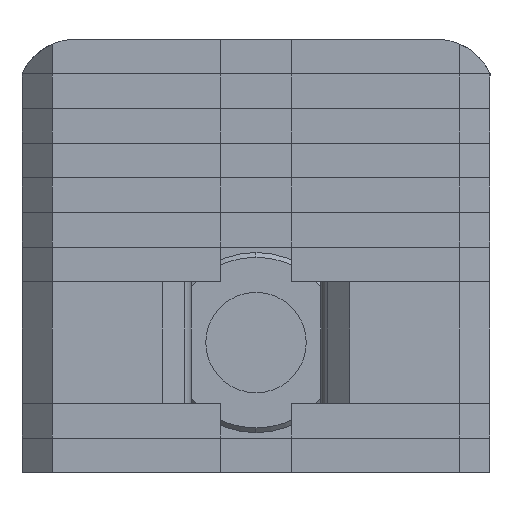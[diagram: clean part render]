
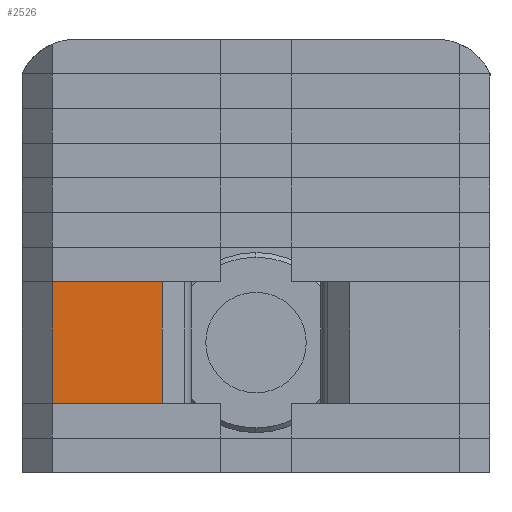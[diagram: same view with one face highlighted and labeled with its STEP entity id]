
A CAD part, front view. The second image highlights one B-rep face of the part: STEP entity #2526.
In plain terms, the highlighted planar face has unit normal (0, -1, 0).
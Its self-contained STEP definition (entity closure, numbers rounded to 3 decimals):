
#79 = DIRECTION ( 'NONE',  ( -1., 0., 0. ) ) ;
#194 = DIRECTION ( 'NONE',  ( 1., 0., 0. ) ) ;
#387 = CARTESIAN_POINT ( 'NONE',  ( -2.6, -5.5, 0. ) ) ;
#445 = VERTEX_POINT ( 'NONE', #1539 ) ;
#537 = LINE ( 'NONE', #2928, #3701 ) ;
#817 = DIRECTION ( 'NONE',  ( 0., 0., 1. ) ) ;
#879 = EDGE_CURVE ( 'NONE', #2718, #1695, #537, .T. ) ;
#923 = LINE ( 'NONE', #2708, #3983 ) ;
#1165 = LINE ( 'NONE', #387, #3638 ) ;
#1178 = CARTESIAN_POINT ( 'NONE',  ( 2.6, -5.5, 0. ) ) ;
#1204 = DIRECTION ( 'NONE',  ( 0., 0., -1. ) ) ;
#1366 = CARTESIAN_POINT ( 'NONE',  ( 2.6, -5.5, -4. ) ) ;
#1539 = CARTESIAN_POINT ( 'NONE',  ( -2.6, -5.5, -4. ) ) ;
#1549 = PLANE ( 'NONE',  #4131 ) ;
#1678 = VERTEX_POINT ( 'NONE', #1366 ) ;
#1695 = VERTEX_POINT ( 'NONE', #3109 ) ;
#1916 = EDGE_CURVE ( 'NONE', #1695, #1678, #923, .T. ) ;
#2044 = ORIENTED_EDGE ( 'NONE', *, *, #4196, .F. ) ;
#2526 = ADVANCED_FACE ( 'NONE', ( #2975 ), #1549, .T. ) ;
#2528 = EDGE_LOOP ( 'NONE', ( #2044, #3468, #3516, #3657 ) ) ;
#2549 = LINE ( 'NONE', #2897, #4441 ) ;
#2708 = CARTESIAN_POINT ( 'NONE',  ( 2.6, -5.5, 0. ) ) ;
#2718 = VERTEX_POINT ( 'NONE', #4152 ) ;
#2897 = CARTESIAN_POINT ( 'NONE',  ( 2.6, -5.5, -4. ) ) ;
#2928 = CARTESIAN_POINT ( 'NONE',  ( 2.6, -5.5, -8.7 ) ) ;
#2975 = FACE_OUTER_BOUND ( 'NONE', #2528, .T. ) ;
#3109 = CARTESIAN_POINT ( 'NONE',  ( 2.6, -5.5, -8.7 ) ) ;
#3468 = ORIENTED_EDGE ( 'NONE', *, *, #879, .T. ) ;
#3516 = ORIENTED_EDGE ( 'NONE', *, *, #1916, .T. ) ;
#3625 = DIRECTION ( 'NONE',  ( 0., -1., 0. ) ) ;
#3638 = VECTOR ( 'NONE', #817, 1000. ) ;
#3643 = EDGE_CURVE ( 'NONE', #1678, #445, #2549, .T. ) ;
#3657 = ORIENTED_EDGE ( 'NONE', *, *, #3643, .T. ) ;
#3701 = VECTOR ( 'NONE', #194, 1000. ) ;
#3983 = VECTOR ( 'NONE', #4467, 1000. ) ;
#4131 = AXIS2_PLACEMENT_3D ( 'NONE', #1178, #3625, #1204 ) ;
#4152 = CARTESIAN_POINT ( 'NONE',  ( -2.6, -5.5, -8.7 ) ) ;
#4196 = EDGE_CURVE ( 'NONE', #2718, #445, #1165, .T. ) ;
#4441 = VECTOR ( 'NONE', #79, 1000. ) ;
#4467 = DIRECTION ( 'NONE',  ( 0., 0., 1. ) ) ;
